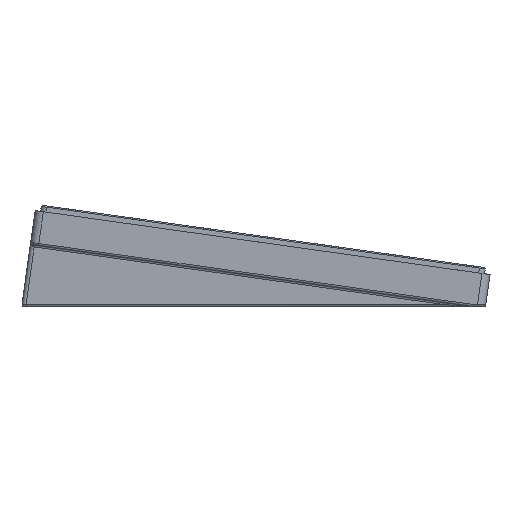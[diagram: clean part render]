
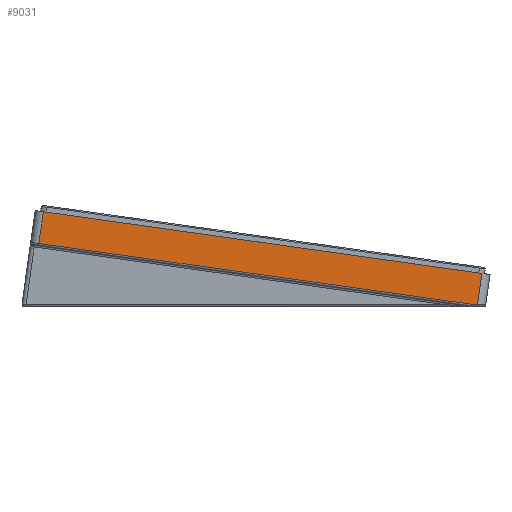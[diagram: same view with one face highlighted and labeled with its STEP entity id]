
A CAD part, left-side view. The second image highlights one B-rep face of the part: STEP entity #9031.
In plain terms, the highlighted planar face has unit normal (-1, 0, 0).
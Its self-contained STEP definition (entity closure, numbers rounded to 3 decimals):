
#283=PLANE('',#9930);
#786=FACE_OUTER_BOUND('',#1326,.T.);
#1326=EDGE_LOOP('',(#7696,#7697,#7698,#7699,#7700));
#2131=LINE('',#15777,#2938);
#2150=LINE('',#15838,#2957);
#2151=LINE('',#15842,#2958);
#2152=LINE('',#15844,#2959);
#2153=LINE('',#15845,#2960);
#2938=VECTOR('',#12196,10.);
#2957=VECTOR('',#12265,10.);
#2958=VECTOR('',#12270,10.);
#2959=VECTOR('',#12271,10.);
#2960=VECTOR('',#12272,10.);
#4294=VERTEX_POINT('',#15775);
#4295=VERTEX_POINT('',#15776);
#4312=VERTEX_POINT('',#15837);
#4313=VERTEX_POINT('',#15841);
#4314=VERTEX_POINT('',#15843);
#5487=EDGE_CURVE('',#4294,#4295,#2131,.T.);
#5515=EDGE_CURVE('',#4294,#4312,#2150,.T.);
#5517=EDGE_CURVE('',#4313,#4295,#2151,.T.);
#5518=EDGE_CURVE('',#4314,#4313,#2152,.T.);
#5519=EDGE_CURVE('',#4312,#4314,#2153,.T.);
#7696=ORIENTED_EDGE('',*,*,#5487,.T.);
#7697=ORIENTED_EDGE('',*,*,#5517,.F.);
#7698=ORIENTED_EDGE('',*,*,#5518,.F.);
#7699=ORIENTED_EDGE('',*,*,#5519,.F.);
#7700=ORIENTED_EDGE('',*,*,#5515,.F.);
#9031=ADVANCED_FACE('',(#786),#283,.T.);
#9930=AXIS2_PLACEMENT_3D('',#15840,#12268,#12269);
#12196=DIRECTION('',(0.,0.99,0.139));
#12265=DIRECTION('',(0.,0.139,-0.99));
#12268=DIRECTION('center_axis',(-1.,0.,0.));
#12269=DIRECTION('ref_axis',(0.,0.,1.));
#12270=DIRECTION('',(0.,-0.139,0.99));
#12271=DIRECTION('',(0.,0.99,0.139));
#12272=DIRECTION('',(0.,1.,0.));
#15775=CARTESIAN_POINT('',(-6.262,-100.535,-2.707));
#15776=CARTESIAN_POINT('',(-6.262,6.191,12.292));
#15777=CARTESIAN_POINT('',(-6.262,-46.636,4.868));
#15837=CARTESIAN_POINT('',(-6.262,-99.47,-10.284));
#15838=CARTESIAN_POINT('',(-6.262,-99.755,-8.26));
#15840=CARTESIAN_POINT('Origin',(-6.262,-45.635,1.636));
#15841=CARTESIAN_POINT('',(-6.262,7.276,4.575));
#15842=CARTESIAN_POINT('',(-6.262,6.319,11.381));
#15843=CARTESIAN_POINT('',(-6.262,-98.455,-10.284));
#15844=CARTESIAN_POINT('',(-6.262,-71.752,-6.532));
#15845=CARTESIAN_POINT('',(-6.262,-17.091,-10.284));
